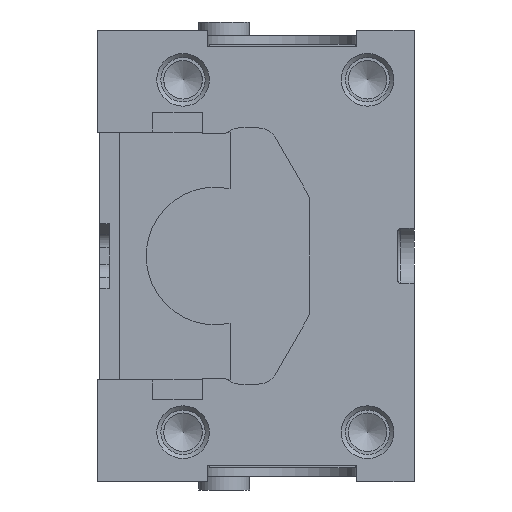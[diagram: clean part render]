
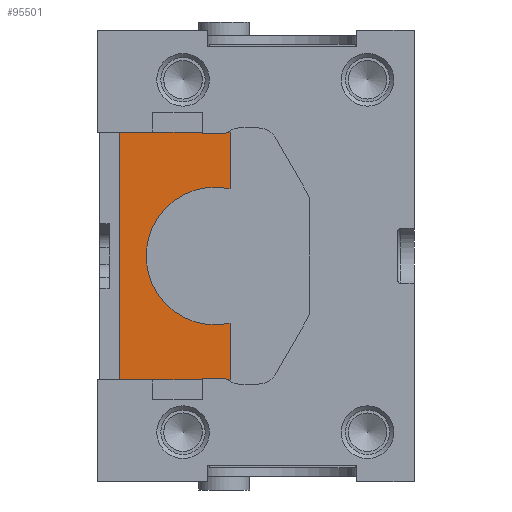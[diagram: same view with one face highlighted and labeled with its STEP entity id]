
A CAD part, left-side view. The second image highlights one B-rep face of the part: STEP entity #95501.
In plain terms, the highlighted planar face has unit normal (-1, 0, 0).
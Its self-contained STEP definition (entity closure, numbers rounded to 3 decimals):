
#537 = LINE ( 'NONE', #47500, #83645 ) ;
#2485 = VECTOR ( 'NONE', #77794, 1000. ) ;
#2937 = ORIENTED_EDGE ( 'NONE', *, *, #21895, .T. ) ;
#3600 = CARTESIAN_POINT ( 'NONE',  ( 7., 111.93, 45. ) ) ;
#7393 = CARTESIAN_POINT ( 'NONE',  ( 7., 111.93, 45. ) ) ;
#8303 = CARTESIAN_POINT ( 'NONE',  ( 7., 82., -52.25 ) ) ;
#8908 = CARTESIAN_POINT ( 'NONE',  ( 7., 82., -44.5 ) ) ;
#10331 = LINE ( 'NONE', #57435, #71833 ) ;
#10483 = AXIS2_PLACEMENT_3D ( 'NONE', #57169, #75951, #106461 ) ;
#10737 = ORIENTED_EDGE ( 'NONE', *, *, #61296, .F. ) ;
#12468 = EDGE_CURVE ( 'NONE', #87032, #93772, #103550, .T. ) ;
#15542 = CARTESIAN_POINT ( 'NONE',  ( 7., 82., 44.5 ) ) ;
#16567 = VERTEX_POINT ( 'NONE', #90382 ) ;
#16860 = CARTESIAN_POINT ( 'NONE',  ( 7., 82., -45. ) ) ;
#18667 = DIRECTION ( 'NONE',  ( 0., -1., 0. ) ) ;
#18740 = CARTESIAN_POINT ( 'NONE',  ( 7., 72.701, -45. ) ) ;
#19819 = CARTESIAN_POINT ( 'NONE',  ( 7., 71.93, 24.394 ) ) ;
#20560 = LINE ( 'NONE', #35523, #43705 ) ;
#20936 = LINE ( 'NONE', #95877, #30193 ) ;
#21895 = EDGE_CURVE ( 'NONE', #16567, #48771, #537, .T. ) ;
#22040 = VECTOR ( 'NONE', #32758, 1000. ) ;
#23934 = FACE_OUTER_BOUND ( 'NONE', #58548, .T. ) ;
#24183 = DIRECTION ( 'NONE',  ( 0., -1., 0. ) ) ;
#25402 = LINE ( 'NONE', #117944, #56151 ) ;
#27084 = ORIENTED_EDGE ( 'NONE', *, *, #35778, .T. ) ;
#27584 = CARTESIAN_POINT ( 'NONE',  ( 7., 71.93, 45. ) ) ;
#28264 = DIRECTION ( 'NONE',  ( 0., 1., 0. ) ) ;
#29096 = DIRECTION ( 'NONE',  ( 0., -1., 0. ) ) ;
#30193 = VECTOR ( 'NONE', #126398, 1000. ) ;
#32112 = VECTOR ( 'NONE', #24183, 1000. ) ;
#32758 = DIRECTION ( 'NONE',  ( 0., 0.866, -0.5 ) ) ;
#32997 = ORIENTED_EDGE ( 'NONE', *, *, #51696, .F. ) ;
#34439 = LINE ( 'NONE', #63257, #22040 ) ;
#34873 = LINE ( 'NONE', #102313, #87063 ) ;
#34925 = DIRECTION ( 'NONE',  ( 0., 1., 0. ) ) ;
#34931 = DIRECTION ( 'NONE',  ( 0., -1., 0. ) ) ;
#35523 = CARTESIAN_POINT ( 'NONE',  ( 7., 71.93, 45. ) ) ;
#35778 = EDGE_CURVE ( 'NONE', #48771, #90889, #10331, .T. ) ;
#35946 = DIRECTION ( 'NONE',  ( 0., 0., -1. ) ) ;
#36759 = CARTESIAN_POINT ( 'NONE',  ( 7., 82., 45. ) ) ;
#36806 = VECTOR ( 'NONE', #74809, 1000. ) ;
#43705 = VECTOR ( 'NONE', #35946, 1000. ) ;
#43969 = DIRECTION ( 'NONE',  ( 1., 0., 0. ) ) ;
#46657 = CARTESIAN_POINT ( 'NONE',  ( 7., 73.567, 44.5 ) ) ;
#47500 = CARTESIAN_POINT ( 'NONE',  ( 7., 76.737, -42.67 ) ) ;
#47668 = DIRECTION ( 'NONE',  ( 0., 0., -1. ) ) ;
#47893 = CARTESIAN_POINT ( 'NONE',  ( 7., 72.701, 45. ) ) ;
#48771 = VERTEX_POINT ( 'NONE', #18740 ) ;
#49583 = EDGE_CURVE ( 'NONE', #114704, #62030, #77981, .T. ) ;
#49759 = ORIENTED_EDGE ( 'NONE', *, *, #119486, .F. ) ;
#50469 = DIRECTION ( 'NONE',  ( 0., 0., -1. ) ) ;
#50671 = ORIENTED_EDGE ( 'NONE', *, *, #67111, .F. ) ;
#51525 = VERTEX_POINT ( 'NONE', #47893 ) ;
#51696 = EDGE_CURVE ( 'NONE', #51525, #61179, #34873, .T. ) ;
#53428 = DIRECTION ( 'NONE',  ( 0., -1., 0. ) ) ;
#53432 = CARTESIAN_POINT ( 'NONE',  ( 7., 100., -45. ) ) ;
#53983 = CARTESIAN_POINT ( 'NONE',  ( 7., 71.93, 45. ) ) ;
#56151 = VECTOR ( 'NONE', #29096, 1000. ) ;
#57169 = CARTESIAN_POINT ( 'NONE',  ( 7., 111.93, 45. ) ) ;
#57435 = CARTESIAN_POINT ( 'NONE',  ( 7., 111.93, -45. ) ) ;
#57519 = VECTOR ( 'NONE', #47668, 1000. ) ;
#57839 = CARTESIAN_POINT ( 'NONE',  ( 7., 111.93, -45. ) ) ;
#58273 = DIRECTION ( 'NONE',  ( 0., -0.866, -0.5 ) ) ;
#58548 = EDGE_LOOP ( 'NONE', ( #49759, #93004, #63840, #32997, #87690, #50671, #76437, #118976, #95654, #120348, #79532, #87102, #10737, #102255, #2937, #27084 ) ) ;
#58668 = AXIS2_PLACEMENT_3D ( 'NONE', #93678, #43969, #34925 ) ;
#61179 = VERTEX_POINT ( 'NONE', #53983 ) ;
#61296 = EDGE_CURVE ( 'NONE', #68726, #114744, #75012, .T. ) ;
#62030 = VERTEX_POINT ( 'NONE', #110219 ) ;
#63257 = CARTESIAN_POINT ( 'NONE',  ( 7., 76.737, 42.67 ) ) ;
#63840 = ORIENTED_EDGE ( 'NONE', *, *, #83232, .F. ) ;
#63896 = VERTEX_POINT ( 'NONE', #19819 ) ;
#67111 = EDGE_CURVE ( 'NONE', #93772, #95995, #107188, .T. ) ;
#68726 = VERTEX_POINT ( 'NONE', #125381 ) ;
#68890 = VECTOR ( 'NONE', #50469, 1000. ) ;
#69575 = EDGE_CURVE ( 'NONE', #16567, #68726, #75121, .T. ) ;
#71833 = VECTOR ( 'NONE', #18667, 1000. ) ;
#72078 = VECTOR ( 'NONE', #28264, 1000. ) ;
#74809 = DIRECTION ( 'NONE',  ( 0., -1., 0. ) ) ;
#75012 = LINE ( 'NONE', #8303, #68890 ) ;
#75093 = VERTEX_POINT ( 'NONE', #53432 ) ;
#75121 = LINE ( 'NONE', #8908, #72078 ) ;
#75951 = DIRECTION ( 'NONE',  ( 1., 0., 0. ) ) ;
#76362 = PLANE ( 'NONE',  #10483 ) ;
#76437 = ORIENTED_EDGE ( 'NONE', *, *, #12468, .F. ) ;
#77794 = DIRECTION ( 'NONE',  ( 0., 0., -1. ) ) ;
#77981 = LINE ( 'NONE', #7393, #90303 ) ;
#79532 = ORIENTED_EDGE ( 'NONE', *, *, #101289, .T. ) ;
#81024 = CIRCLE ( 'NONE', #58668, 25. ) ;
#83232 = EDGE_CURVE ( 'NONE', #61179, #63896, #20560, .T. ) ;
#83645 = VECTOR ( 'NONE', #58273, 1000. ) ;
#84144 = EDGE_CURVE ( 'NONE', #120206, #87032, #20936, .T. ) ;
#85458 = EDGE_CURVE ( 'NONE', #114704, #120206, #85794, .T. ) ;
#85538 = LINE ( 'NONE', #27584, #2485 ) ;
#85794 = LINE ( 'NONE', #3600, #32112 ) ;
#86042 = CARTESIAN_POINT ( 'NONE',  ( 7., 111.93, 45. ) ) ;
#87032 = VERTEX_POINT ( 'NONE', #36759 ) ;
#87063 = VECTOR ( 'NONE', #53428, 1000. ) ;
#87102 = ORIENTED_EDGE ( 'NONE', *, *, #98431, .T. ) ;
#87690 = ORIENTED_EDGE ( 'NONE', *, *, #105358, .T. ) ;
#90303 = VECTOR ( 'NONE', #104487, 1000. ) ;
#90382 = CARTESIAN_POINT ( 'NONE',  ( 7., 73.567, -44.5 ) ) ;
#90567 = CARTESIAN_POINT ( 'NONE',  ( 7., 100., 45. ) ) ;
#90889 = VERTEX_POINT ( 'NONE', #108714 ) ;
#93004 = ORIENTED_EDGE ( 'NONE', *, *, #122901, .T. ) ;
#93678 = CARTESIAN_POINT ( 'NONE',  ( 7., 77.4, 0. ) ) ;
#93772 = VERTEX_POINT ( 'NONE', #103302 ) ;
#93894 = CARTESIAN_POINT ( 'NONE',  ( 7., 71.93, -24.394 ) ) ;
#95501 = ADVANCED_FACE ( 'NONE', ( #23934 ), #76362, .F. ) ;
#95654 = ORIENTED_EDGE ( 'NONE', *, *, #85458, .F. ) ;
#95877 = CARTESIAN_POINT ( 'NONE',  ( 7., 111.93, 45. ) ) ;
#95995 = VERTEX_POINT ( 'NONE', #46657 ) ;
#96588 = VECTOR ( 'NONE', #34931, 1000. ) ;
#98431 = EDGE_CURVE ( 'NONE', #75093, #114744, #25402, .T. ) ;
#101197 = VERTEX_POINT ( 'NONE', #93894 ) ;
#101289 = EDGE_CURVE ( 'NONE', #62030, #75093, #116648, .T. ) ;
#102255 = ORIENTED_EDGE ( 'NONE', *, *, #69575, .F. ) ;
#102313 = CARTESIAN_POINT ( 'NONE',  ( 7., 111.93, 45. ) ) ;
#103302 = CARTESIAN_POINT ( 'NONE',  ( 7., 82., 44.5 ) ) ;
#103550 = LINE ( 'NONE', #126255, #57519 ) ;
#104487 = DIRECTION ( 'NONE',  ( 0., 0., -1. ) ) ;
#105358 = EDGE_CURVE ( 'NONE', #51525, #95995, #34439, .T. ) ;
#106461 = DIRECTION ( 'NONE',  ( 0., 1., 0. ) ) ;
#107188 = LINE ( 'NONE', #15542, #96588 ) ;
#108714 = CARTESIAN_POINT ( 'NONE',  ( 7., 71.93, -45. ) ) ;
#110219 = CARTESIAN_POINT ( 'NONE',  ( 7., 111.93, -45. ) ) ;
#114704 = VERTEX_POINT ( 'NONE', #86042 ) ;
#114744 = VERTEX_POINT ( 'NONE', #16860 ) ;
#116648 = LINE ( 'NONE', #57839, #36806 ) ;
#117944 = CARTESIAN_POINT ( 'NONE',  ( 7., 111.93, -45. ) ) ;
#118976 = ORIENTED_EDGE ( 'NONE', *, *, #84144, .F. ) ;
#119486 = EDGE_CURVE ( 'NONE', #101197, #90889, #85538, .T. ) ;
#120206 = VERTEX_POINT ( 'NONE', #90567 ) ;
#120348 = ORIENTED_EDGE ( 'NONE', *, *, #49583, .T. ) ;
#122901 = EDGE_CURVE ( 'NONE', #101197, #63896, #81024, .T. ) ;
#125381 = CARTESIAN_POINT ( 'NONE',  ( 7., 82., -44.5 ) ) ;
#126255 = CARTESIAN_POINT ( 'NONE',  ( 7., 82., 52.25 ) ) ;
#126398 = DIRECTION ( 'NONE',  ( 0., -1., 0. ) ) ;
